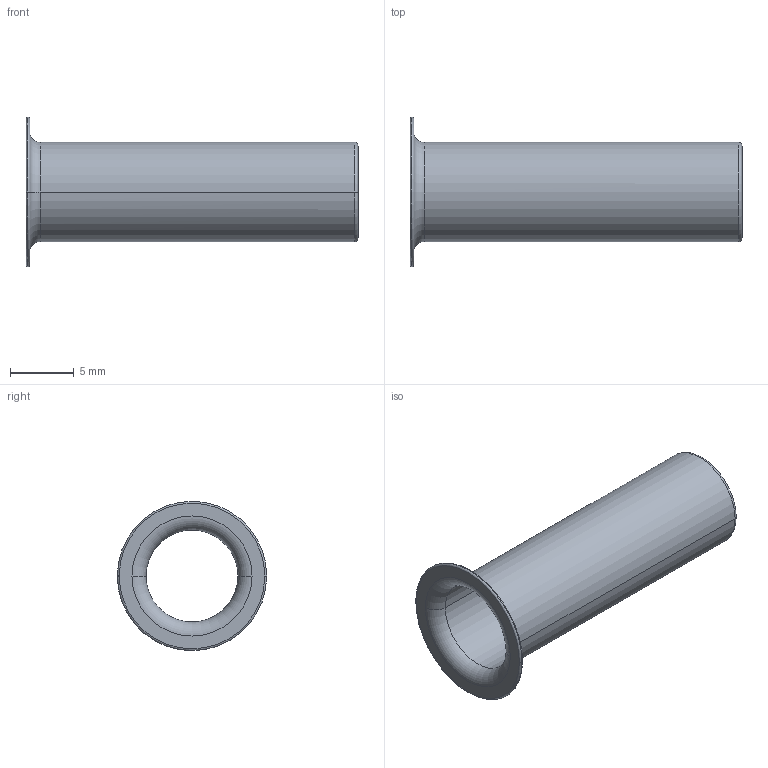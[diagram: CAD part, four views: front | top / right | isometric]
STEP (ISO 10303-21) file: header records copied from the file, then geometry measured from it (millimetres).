
FILE_DESCRIPTION(('STEP AP214'),'1');
FILE_NAME('0127_12_08.stp','2016-07-07T14:22:31',('TraceParts'),('TraceParts S.A.'),'Spatial InterOp 3D',' ',' ');
FILE_SCHEMA(('automotive_design'));
Length unit declared in the file: millimetre
Products named in the file (1): 0127-12-08
Bounding box: 26 x 11.7 x 11.7 mm (x, y, z)
Volume: 198.1 mm3; surface area: 1336.3 mm2
Topology: 1 solids, 1 shells, 22 faces, 48 edges, 28 vertices
Faces by surface type: torus 16, cylinder 4, plane 2
Entity records: 639 total; most frequent: DIRECTION 138, CARTESIAN_POINT 99, ORIENTED_EDGE 96, AXIS2_PLACEMENT_3D 67, EDGE_CURVE 48, CIRCLE 44, VERTEX_POINT 28, EDGE_LOOP 24
